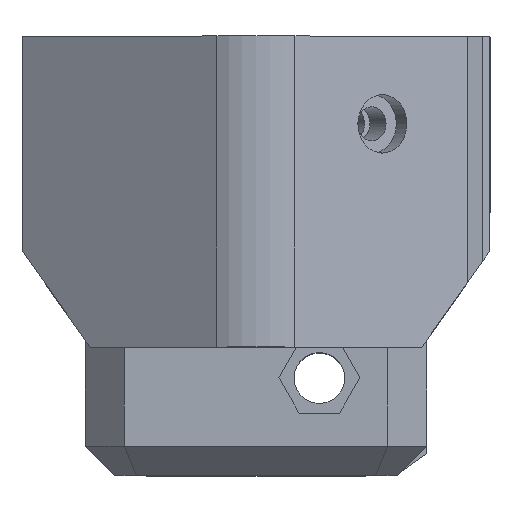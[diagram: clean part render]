
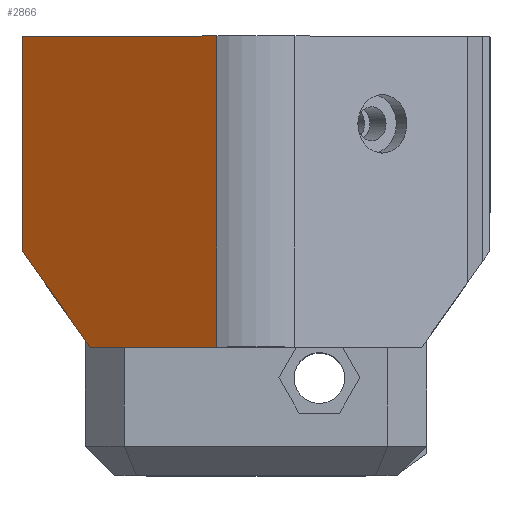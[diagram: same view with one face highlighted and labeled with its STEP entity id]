
A CAD part, top view. The second image highlights one B-rep face of the part: STEP entity #2866.
In plain terms, the highlighted planar face has unit normal (-0.546, 0, 0.838).
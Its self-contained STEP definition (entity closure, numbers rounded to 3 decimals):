
#197=LINE('',#4272,#519);
#262=LINE('',#4452,#584);
#264=LINE('',#4459,#586);
#265=LINE('',#4461,#587);
#266=LINE('',#4462,#588);
#519=VECTOR('',#3411,1.);
#584=VECTOR('',#3550,1.);
#586=VECTOR('',#3558,1.);
#587=VECTOR('',#3559,1.);
#588=VECTOR('',#3560,1.);
#798=FACE_OUTER_BOUND('',#970,.T.);
#970=EDGE_LOOP('',(#2153,#2154,#2155,#2156,#2157));
#1287=VERTEX_POINT('',#4269);
#1288=VERTEX_POINT('',#4271);
#1354=VERTEX_POINT('',#4450);
#1355=VERTEX_POINT('',#4451);
#1358=VERTEX_POINT('',#4460);
#1579=EDGE_CURVE('',#1287,#1288,#197,.T.);
#1665=EDGE_CURVE('',#1354,#1355,#262,.T.);
#1669=EDGE_CURVE('',#1288,#1355,#264,.T.);
#1670=EDGE_CURVE('',#1287,#1358,#265,.T.);
#1671=EDGE_CURVE('',#1354,#1358,#266,.T.);
#2153=ORIENTED_EDGE('',*,*,#1665,.T.);
#2154=ORIENTED_EDGE('',*,*,#1669,.F.);
#2155=ORIENTED_EDGE('',*,*,#1579,.F.);
#2156=ORIENTED_EDGE('',*,*,#1670,.T.);
#2157=ORIENTED_EDGE('',*,*,#1671,.F.);
#2741=PLANE('',#3076);
#2866=ADVANCED_FACE('',(#798),#2741,.T.);
#3076=AXIS2_PLACEMENT_3D('',#4458,#3556,#3557);
#3411=DIRECTION('',(0.,1.,0.));
#3550=DIRECTION('',(0.,1.,0.));
#3556=DIRECTION('center_axis',(-0.546,0.,
0.838));
#3557=DIRECTION('ref_axis',(0.838,0.,0.546));
#3558=DIRECTION('',(0.838,0.,0.546));
#3559=DIRECTION('',(0.54,-0.764,0.352));
#3560=DIRECTION('',(-0.838,0.,-0.546));
#4269=CARTESIAN_POINT('',(-43.,-204.001,63.));
#4271=CARTESIAN_POINT('',(-43.,-182.,63.));
#4272=CARTESIAN_POINT('',(-43.,-193.,63.));
#4450=CARTESIAN_POINT('',(-23.,-213.9,76.028));
#4451=CARTESIAN_POINT('',(-23.,-182.,76.028));
#4452=CARTESIAN_POINT('',(-23.,-198.5,76.028));
#4458=CARTESIAN_POINT('Origin',(-43.,-200.,63.));
#4459=CARTESIAN_POINT('',(-33.,-182.,69.514));
#4460=CARTESIAN_POINT('',(-36.,-213.9,67.56));
#4461=CARTESIAN_POINT('',(-39.5,-208.95,65.28));
#4462=CARTESIAN_POINT('',(-29.5,-213.9,71.794));
